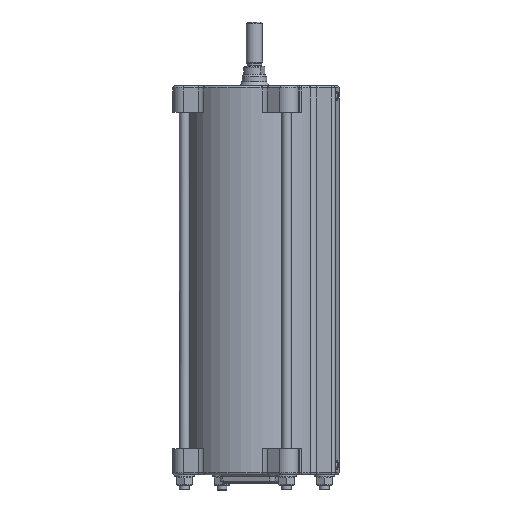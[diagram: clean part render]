
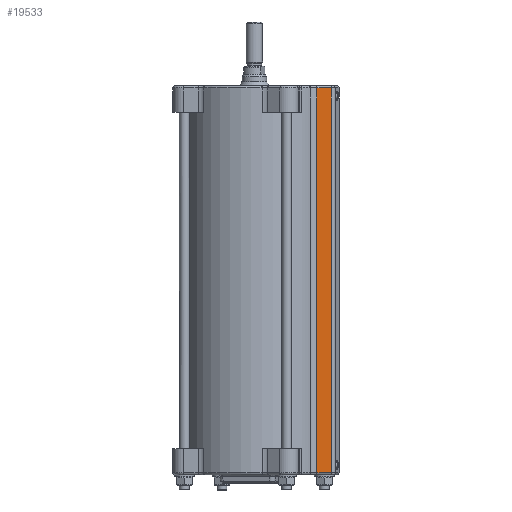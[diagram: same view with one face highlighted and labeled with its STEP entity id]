
A CAD part, front view. The second image highlights one B-rep face of the part: STEP entity #19533.
In plain terms, the highlighted planar face has unit normal (-0.004, -1, 0).
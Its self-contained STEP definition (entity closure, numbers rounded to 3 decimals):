
#1486=LINE('',#36694,#2042);
#1531=LINE('',#36944,#2087);
#1532=LINE('',#36948,#2088);
#1533=LINE('',#36949,#2089);
#2042=VECTOR('',#25896,10.);
#2087=VECTOR('',#26195,10.);
#2088=VECTOR('',#26200,10.);
#2089=VECTOR('',#26201,10.);
#2864=PLANE('',#21678);
#4038=FACE_OUTER_BOUND('',#5497,.T.);
#5497=EDGE_LOOP('',(#15024,#15025,#15026,#15027));
#8564=VERTEX_POINT('',#36688);
#8565=VERTEX_POINT('',#36692);
#8625=VERTEX_POINT('',#36943);
#8626=VERTEX_POINT('',#36947);
#10759=EDGE_CURVE('',#8565,#8564,#1486,.T.);
#10876=EDGE_CURVE('',#8564,#8625,#1531,.T.);
#10878=EDGE_CURVE('',#8626,#8565,#1532,.T.);
#10879=EDGE_CURVE('',#8625,#8626,#1533,.T.);
#15024=ORIENTED_EDGE('',*,*,#10878,.F.);
#15025=ORIENTED_EDGE('',*,*,#10879,.F.);
#15026=ORIENTED_EDGE('',*,*,#10876,.F.);
#15027=ORIENTED_EDGE('',*,*,#10759,.F.);
#19533=ADVANCED_FACE('',(#4038),#2864,.T.);
#21678=AXIS2_PLACEMENT_3D('',#36946,#26198,#26199);
#25896=DIRECTION('',(-1.,0.004,0.));
#26195=DIRECTION('',(0.,0.,1.));
#26198=DIRECTION('center_axis',(-0.004,-1.,
0.));
#26199=DIRECTION('ref_axis',(-1.,0.004,0.));
#26200=DIRECTION('',(0.,0.,-1.));
#26201=DIRECTION('',(1.,-0.004,0.));
#36688=CARTESIAN_POINT('',(76.428,-46.481,-29.5));
#36692=CARTESIAN_POINT('',(93.904,-46.553,-29.5));
#36694=CARTESIAN_POINT('',(32.644,-46.3,-29.5));
#36943=CARTESIAN_POINT('',(76.428,-46.481,440.));
#36944=CARTESIAN_POINT('',(76.428,-46.481,442.5));
#36946=CARTESIAN_POINT('Origin',(97.405,-46.568,442.5));
#36947=CARTESIAN_POINT('',(93.904,-46.553,440.));
#36948=CARTESIAN_POINT('',(93.904,-46.553,-32.));
#36949=CARTESIAN_POINT('',(48.607,-46.366,440.));
